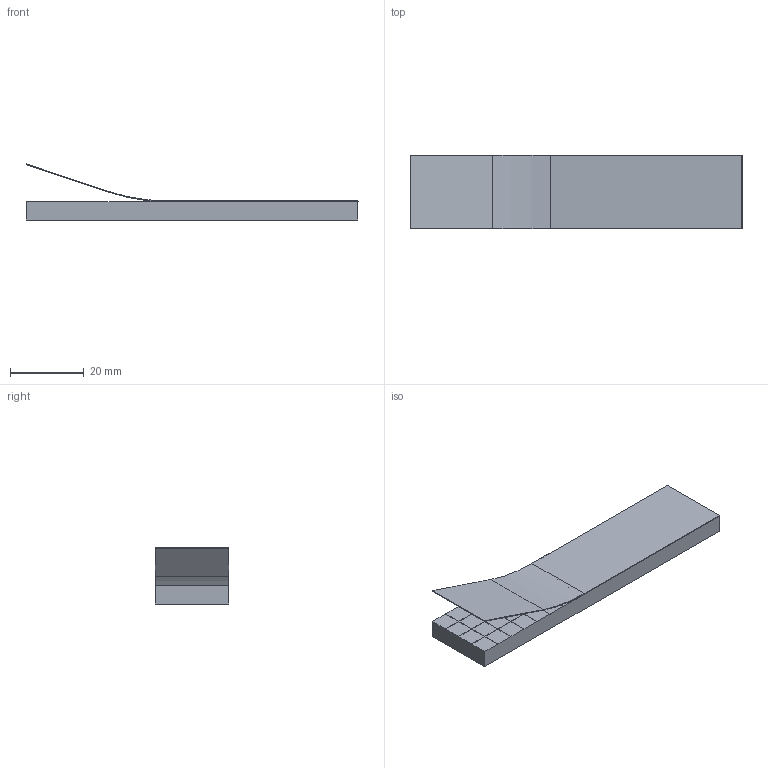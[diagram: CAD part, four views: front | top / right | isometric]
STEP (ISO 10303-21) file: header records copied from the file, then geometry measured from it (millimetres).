
FILE_DESCRIPTION (( 'STEP AP203' ), '1' );
FILE_NAME ('CY01.ha Siyah Plastik.STEP', '2022-06-27T09:28:19', ( '' ), ( '' ), 'SwSTEP 2.0', 'SolidWorks 2021', '' );
FILE_SCHEMA (( 'CONFIG_CONTROL_DESIGN' ));
Length unit declared in the file: millimetre
Products named in the file (1): CY01.ha Siyah Plastik
Bounding box: 90 x 20 x 15.19 mm (x, y, z)
Surface area: 7220.7 mm2 (no closed solid volume)
Topology: 0 solids, 9 shells, 48 faces, 341 edges, 302 vertices
Faces by surface type: plane 46, cylinder 2
Entity records: 3206 total; most frequent: CARTESIAN_POINT 700, DIRECTION 435, ORIENTED_EDGE 400, EDGE_CURVE 341, LINE 329, VECTOR 329, VERTEX_POINT 302, EDGE_LOOP 60
